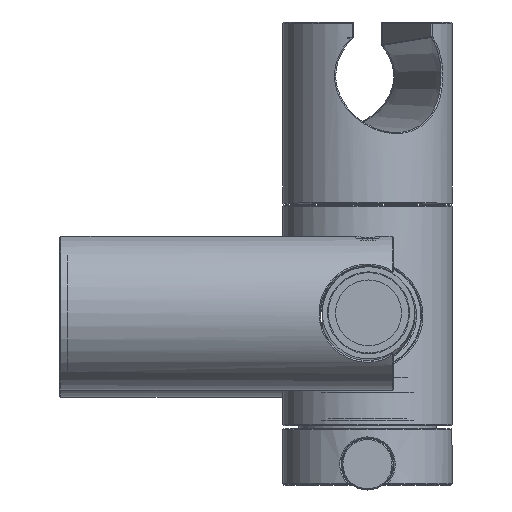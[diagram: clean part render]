
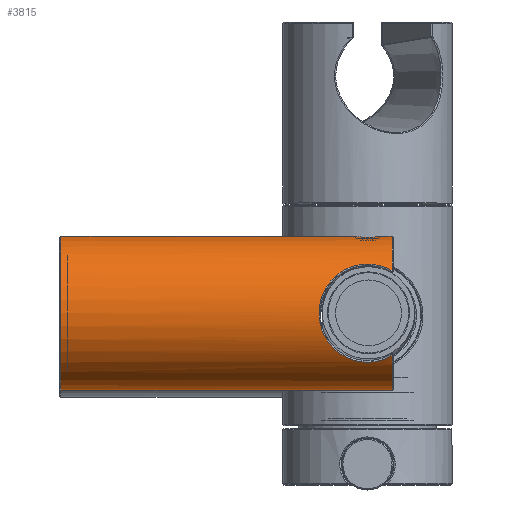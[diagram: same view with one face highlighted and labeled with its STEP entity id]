
A CAD part, top view. The second image highlights one B-rep face of the part: STEP entity #3815.
In plain terms, the highlighted cylindrical face has radius 15 mm (diameter 30 mm), a full revolution.
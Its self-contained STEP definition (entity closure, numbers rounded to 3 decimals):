
#447=CIRCLE('',#4102,15.);
#448=CIRCLE('',#4103,15.);
#449=CIRCLE('',#4104,15.);
#643=ORIENTED_EDGE('',*,*,#1399,.F.);
#644=ORIENTED_EDGE('',*,*,#1400,.T.);
#645=ORIENTED_EDGE('',*,*,#1401,.T.);
#646=ORIENTED_EDGE('',*,*,#1402,.T.);
#647=ORIENTED_EDGE('',*,*,#1403,.T.);
#648=ORIENTED_EDGE('',*,*,#1404,.T.);
#1399=EDGE_CURVE('',#1777,#1777,#2042,.T.);
#1400=EDGE_CURVE('',#1778,#1779,#2043,.T.);
#1401=EDGE_CURVE('',#1779,#1780,#447,.T.);
#1402=EDGE_CURVE('',#1780,#1781,#2044,.T.);
#1403=EDGE_CURVE('',#1781,#1778,#448,.T.);
#1404=EDGE_CURVE('',#1782,#1782,#449,.F.);
#1777=VERTEX_POINT('',#5467);
#1778=VERTEX_POINT('',#5487);
#1779=VERTEX_POINT('',#5488);
#1780=VERTEX_POINT('',#5490);
#1781=VERTEX_POINT('',#5510);
#1782=VERTEX_POINT('',#5513);
#2042=B_SPLINE_CURVE_WITH_KNOTS('',3,(#5455,#5456,#5457,#5458,#5459,#5460,
#5461,#5462,#5463,#5464,#5465,#5466),.UNSPECIFIED.,.T.,.F.,(1,1,1,1,1,1,
1,1,1,1,1,1,1,1,1,1),(-0.005,-0.004,-0.002,
0.,0.002,0.004,0.006,0.008,
0.01,0.011,0.012,0.014,
0.016,0.017,0.019,0.021),
 .UNSPECIFIED.);
#2043=B_SPLINE_CURVE_WITH_KNOTS('',3,(#5468,#5469,#5470,#5471,#5472,#5473,
#5474,#5475,#5476,#5477,#5478,#5479,#5480,#5481,#5482,#5483,#5484,#5485,
#5486),.UNSPECIFIED.,.F.,.F.,(4,1,1,1,1,1,1,1,1,1,1,1,1,1,1,1,4),(0.,0.003,
0.005,0.008,0.01,0.013,
0.016,0.018,0.021,0.023,
0.026,0.029,0.031,0.034,
0.036,0.039,0.041),.UNSPECIFIED.);
#2044=B_SPLINE_CURVE_WITH_KNOTS('',3,(#5491,#5492,#5493,#5494,#5495,#5496,
#5497,#5498,#5499,#5500,#5501,#5502,#5503,#5504,#5505,#5506,#5507,#5508,
#5509),.UNSPECIFIED.,.F.,.F.,(4,1,1,1,1,1,1,1,1,1,1,1,1,1,1,1,4),(0.,0.003,
0.005,0.008,0.01,0.013,
0.016,0.018,0.021,0.023,
0.026,0.029,0.031,0.034,
0.036,0.039,0.042),.UNSPECIFIED.);
#2133=EDGE_LOOP('',(#643));
#2134=EDGE_LOOP('',(#644,#645,#646,#647));
#2135=EDGE_LOOP('',(#648));
#2486=FACE_BOUND('',#2133,.T.);
#2487=FACE_BOUND('',#2134,.T.);
#2488=FACE_BOUND('',#2135,.T.);
#2841=CYLINDRICAL_SURFACE('',#4101,15.);
#3815=ADVANCED_FACE('',(#2486,#2487,#2488),#2841,.T.);
#4101=AXIS2_PLACEMENT_3D('',#5454,#4524,#4525);
#4102=AXIS2_PLACEMENT_3D('',#5489,#4526,#4527);
#4103=AXIS2_PLACEMENT_3D('',#5511,#4528,#4529);
#4104=AXIS2_PLACEMENT_3D('',#5512,#4530,#4531);
#4524=DIRECTION('',(-1.,0.,0.));
#4525=DIRECTION('',(0.,0.,1.));
#4526=DIRECTION('',(-1.,0.,0.));
#4527=DIRECTION('',(0.,0.,1.));
#4528=DIRECTION('',(-1.,0.,0.));
#4529=DIRECTION('',(0.,0.,1.));
#4530=DIRECTION('',(-1.,0.,0.));
#4531=DIRECTION('',(0.,0.,1.));
#5454=CARTESIAN_POINT('',(65.,0.,0.));
#5455=CARTESIAN_POINT('',(60.045,-2.611,-14.767));
#5456=CARTESIAN_POINT('',(58.082,-1.942,-14.894));
#5457=CARTESIAN_POINT('',(57.125,-0.046,-15.051));
#5458=CARTESIAN_POINT('',(58.019,1.89,-14.903));
#5459=CARTESIAN_POINT('',(59.96,2.608,-14.766));
#5460=CARTESIAN_POINT('',(61.916,1.94,-14.895));
#5461=CARTESIAN_POINT('',(62.711,0.376,-15.023));
#5462=CARTESIAN_POINT('',(62.437,-0.934,-14.98));
#5463=CARTESIAN_POINT('',(61.656,-2.,-14.879));
#5464=CARTESIAN_POINT('',(60.045,-2.611,-14.767));
#5465=CARTESIAN_POINT('',(58.082,-1.942,-14.894));
#5466=CARTESIAN_POINT('',(57.125,-0.046,-15.051));
#5467=CARTESIAN_POINT('',(58.25,-1.737,-14.899));
#5468=CARTESIAN_POINT('',(64.8,12.527,8.25));
#5469=CARTESIAN_POINT('',(64.098,12.251,8.67));
#5470=CARTESIAN_POINT('',(62.587,11.756,9.329));
#5471=CARTESIAN_POINT('',(60.02,11.44,9.7));
#5472=CARTESIAN_POINT('',(57.439,11.748,9.339));
#5473=CARTESIAN_POINT('',(55.159,12.494,8.347));
#5474=CARTESIAN_POINT('',(53.249,13.393,6.848));
#5475=CARTESIAN_POINT('',(51.763,14.235,4.905));
#5476=CARTESIAN_POINT('',(50.789,14.844,2.604));
#5477=CARTESIAN_POINT('',(50.433,15.076,0.006));
#5478=CARTESIAN_POINT('',(50.777,14.852,-2.554));
#5479=CARTESIAN_POINT('',(51.75,14.242,-4.888));
#5480=CARTESIAN_POINT('',(53.24,13.398,-6.839));
#5481=CARTESIAN_POINT('',(55.148,12.498,-8.34));
#5482=CARTESIAN_POINT('',(57.428,11.751,-9.335));
#5483=CARTESIAN_POINT('',(60.003,11.441,-9.699));
#5484=CARTESIAN_POINT('',(62.572,11.751,-9.335));
#5485=CARTESIAN_POINT('',(64.096,12.25,-8.671));
#5486=CARTESIAN_POINT('',(64.8,12.527,-8.25));
#5487=CARTESIAN_POINT('',(64.8,12.527,8.25));
#5488=CARTESIAN_POINT('',(64.8,12.527,-8.25));
#5489=CARTESIAN_POINT('',(64.8,0.,0.));
#5490=CARTESIAN_POINT('',(64.8,-12.527,-8.25));
#5491=CARTESIAN_POINT('',(64.8,-12.527,-8.25));
#5492=CARTESIAN_POINT('',(64.096,-12.25,-8.671));
#5493=CARTESIAN_POINT('',(62.571,-11.751,-9.335));
#5494=CARTESIAN_POINT('',(60.002,-11.441,-9.699));
#5495=CARTESIAN_POINT('',(57.427,-11.751,-9.335));
#5496=CARTESIAN_POINT('',(55.147,-12.498,-8.34));
#5497=CARTESIAN_POINT('',(53.239,-13.398,-6.838));
#5498=CARTESIAN_POINT('',(51.75,-14.243,-4.888));
#5499=CARTESIAN_POINT('',(50.777,-14.852,-2.553));
#5500=CARTESIAN_POINT('',(50.433,-15.076,0.007));
#5501=CARTESIAN_POINT('',(50.79,-14.843,2.605));
#5502=CARTESIAN_POINT('',(51.764,-14.234,4.906));
#5503=CARTESIAN_POINT('',(53.25,-13.392,6.849));
#5504=CARTESIAN_POINT('',(55.16,-12.493,8.348));
#5505=CARTESIAN_POINT('',(57.444,-11.748,9.339));
#5506=CARTESIAN_POINT('',(60.015,-11.44,9.699));
#5507=CARTESIAN_POINT('',(62.587,-11.755,9.33));
#5508=CARTESIAN_POINT('',(64.097,-12.251,8.67));
#5509=CARTESIAN_POINT('',(64.8,-12.527,8.25));
#5510=CARTESIAN_POINT('',(64.8,-12.527,8.25));
#5511=CARTESIAN_POINT('',(64.8,0.,0.));
#5512=CARTESIAN_POINT('',(0.2,0.,0.));
#5513=CARTESIAN_POINT('',(0.2,0.,15.));
